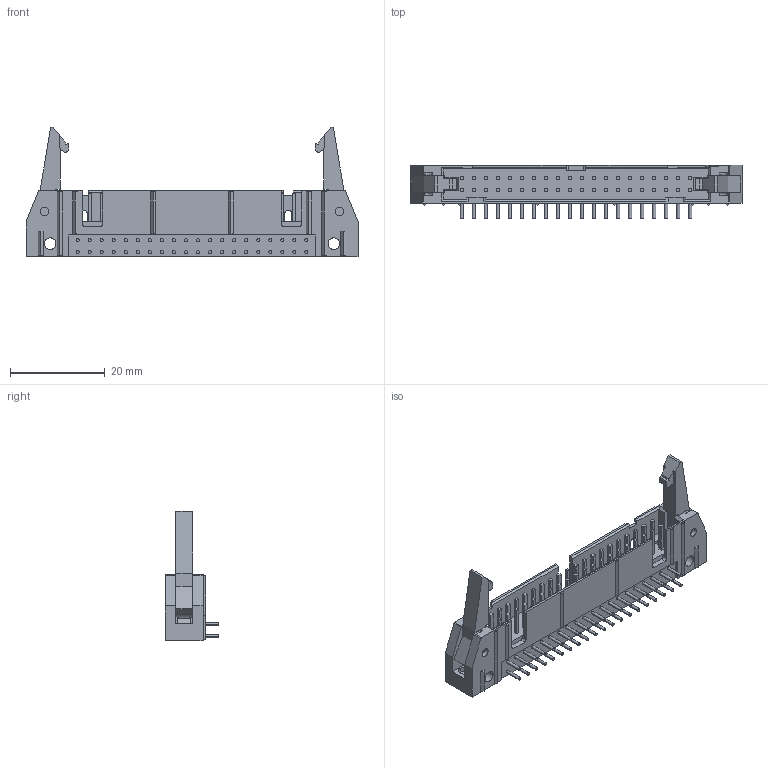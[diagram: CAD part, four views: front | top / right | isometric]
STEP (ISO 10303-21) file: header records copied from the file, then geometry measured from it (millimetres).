
FILE_DESCRIPTION((''),'2;1');
FILE_NAME('C-5499786-9','2016-02-05T',('workeradm'),('Tyco Electronics Ltd.'),'CREO PARAMETRIC BY PTC INC, 2015200','CREO PARAMETRIC BY PTC INC, 2015200','');
FILE_SCHEMA(('AUTOMOTIVE_DESIGN { 1 0 10303 214 1 1 1 1 }'));
Length unit declared in the file: millimetre
Products named in the file (1): C-5499786-9
Bounding box: 70.1 x 11.33 x 27.3 mm (x, y, z)
Volume: 5057.8 mm3; surface area: 6003.2 mm2
Topology: 1 solids, 1 shells, 590 faces, 1490 edges, 984 vertices
Faces by surface type: plane 458, cylinder 124, sphere 8
Entity records: 17610 total; most frequent: CARTESIAN_POINT 3058, ORIENTED_EDGE 2964, DIRECTION 2946, EDGE_CURVE 1482, VECTOR 1198, LINE 1198, VERTEX_POINT 984, AXIS2_PLACEMENT_3D 874
